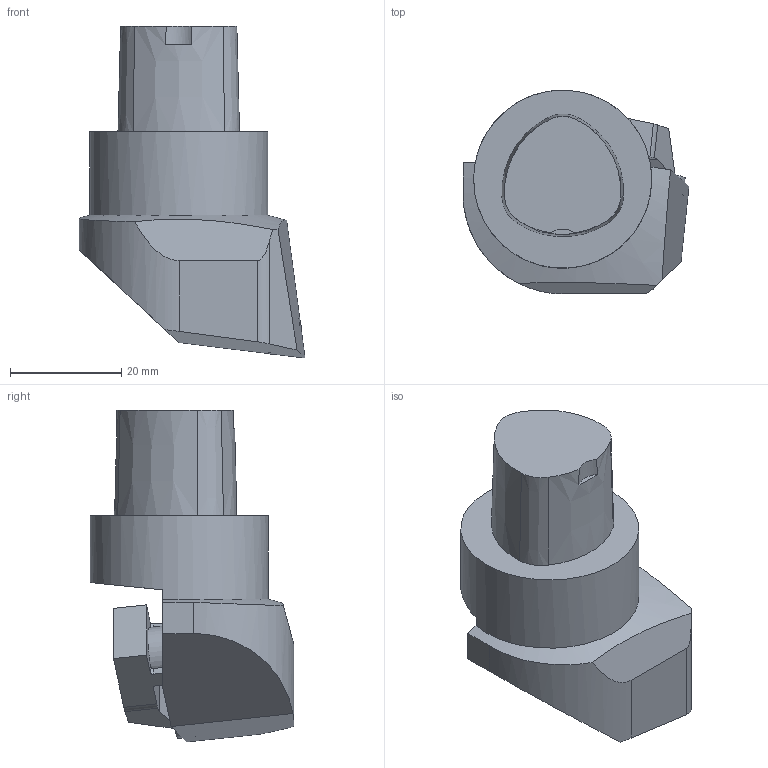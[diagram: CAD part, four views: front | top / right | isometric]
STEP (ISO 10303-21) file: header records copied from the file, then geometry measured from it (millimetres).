
FILE_DESCRIPTION(/* description */ ('3-D model version:1'),/* implementation_level */ '2;1');
FILE_NAME(/* name */ 'C3-CRSNL-22040-09ID',/* time_stamp */ '2016-01-22T15:55:59+01:00',/* author */ ('InteractiveCad'),/* organization */ ('AB Sandvik Coromant'),/* preprocessor_version */ 'ST-DEVELOPER v15',/* originating_system */ 'SIEMENS PLM Software NX 8.5',/* authorisation */ '');
FILE_SCHEMA (('AP203_CONFIGURATION_CONTROLLED_3D_DESIGN_OF_MECHANICAL_PARTS_AND_ASSEMBLIES_MIM_LF { 1 0 10303 403 2 1 2}'));
Length unit declared in the file: millimetre
Products named in the file (1): C3_CRSNL_22040_09ID_SIM
Bounding box: 40.59 x 36.55 x 59.63 mm (x, y, z)
Volume: 35736 mm3; surface area: 8421.2 mm2
Topology: 3 solids, 3 shells, 63 faces, 166 edges, 110 vertices
Faces by surface type: plane 38, cylinder 16, cone 9
Full cylindrical faces by diameter (mm): 9.525 x1, 10 x1, 32 x1
Entity records: 2039 total; most frequent: CARTESIAN_POINT 369, DIRECTION 330, ORIENTED_EDGE 320, EDGE_CURVE 160, AXIS2_PLACEMENT_3D 117, VERTEX_POINT 108, LINE 96, VECTOR 96
